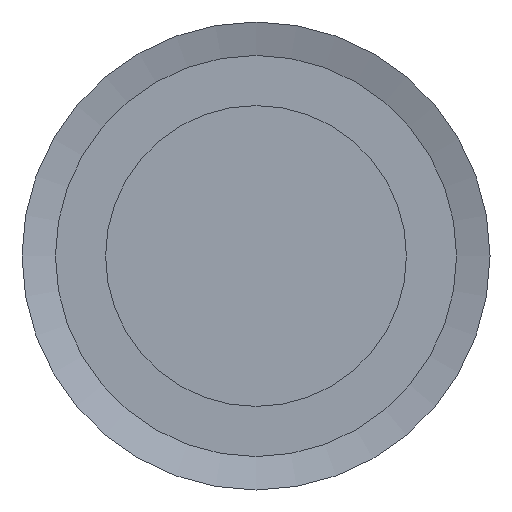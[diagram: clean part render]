
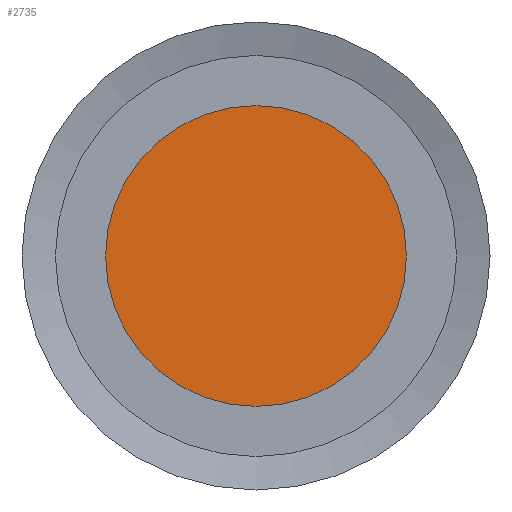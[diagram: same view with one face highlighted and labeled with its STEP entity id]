
A CAD part, left-side view. The second image highlights one B-rep face of the part: STEP entity #2735.
In plain terms, the highlighted planar face has unit normal (-1, 0, 0).
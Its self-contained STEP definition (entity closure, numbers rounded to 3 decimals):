
#858=VERTEX_POINT('',#4715);
#1054=CIRCLE('',#3065,9.);
#1450=EDGE_CURVE('',#858,#858,#1054,.T.);
#2101=ORIENTED_EDGE('',*,*,#1450,.F.);
#2437=EDGE_LOOP('',(#2101));
#2587=FACE_BOUND('',#2437,.T.);
#2735=ADVANCED_FACE('',(#2587),#4797,.F.);
#3064=AXIS2_PLACEMENT_3D('',#4713,#3876,$);
#3065=AXIS2_PLACEMENT_3D('',#4714,#3877,#3878);
#3876=DIRECTION('',(1.,0.,0.));
#3877=DIRECTION('',(1.,0.,0.));
#3878=DIRECTION('',(0.,0.,-9.));
#4713=CARTESIAN_POINT('',(0.,0.,0.));
#4714=CARTESIAN_POINT('',(0.,0.,0.));
#4715=CARTESIAN_POINT('',(0.,0.,-9.));
#4797=PLANE('',#3064);
